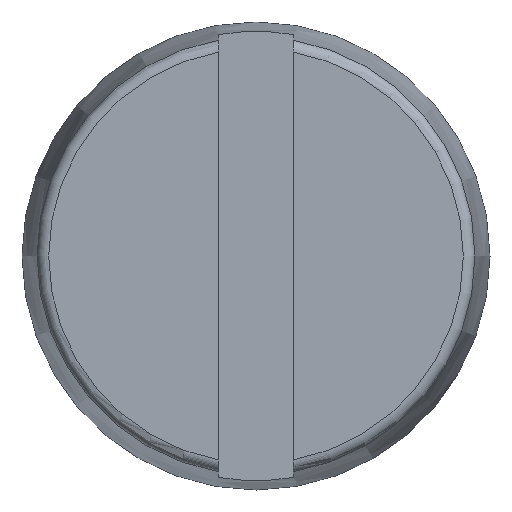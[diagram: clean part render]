
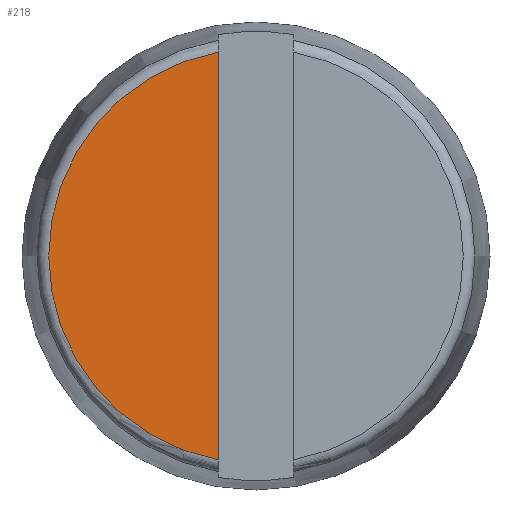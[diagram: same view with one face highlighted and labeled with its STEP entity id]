
A CAD part, left-side view. The second image highlights one B-rep face of the part: STEP entity #218.
In plain terms, the highlighted planar face has unit normal (-1, 0, 0).
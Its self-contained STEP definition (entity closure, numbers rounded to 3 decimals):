
#30=PLANE('',#258);
#41=FACE_OUTER_BOUND('',#55,.T.);
#55=EDGE_LOOP('',(#174,#175));
#68=LINE('',#408,#77);
#77=VECTOR('',#298,10.);
#88=CIRCLE('',#259,4.43);
#108=VERTEX_POINT('',#396);
#109=VERTEX_POINT('',#407);
#130=EDGE_CURVE('',#109,#108,#68,.T.);
#136=EDGE_CURVE('',#109,#108,#88,.T.);
#174=ORIENTED_EDGE('',*,*,#130,.T.);
#175=ORIENTED_EDGE('',*,*,#136,.F.);
#218=ADVANCED_FACE('',(#41),#30,.T.);
#258=AXIS2_PLACEMENT_3D('',#428,#306,#307);
#259=AXIS2_PLACEMENT_3D('',#429,#308,#309);
#298=DIRECTION('',(0.,0.,1.));
#306=DIRECTION('center_axis',(-1.,0.,0.));
#307=DIRECTION('ref_axis',(0.,0.,1.));
#308=DIRECTION('center_axis',(1.,0.,0.));
#309=DIRECTION('ref_axis',(0.,-1.,0.));
#396=CARTESIAN_POINT('',(-3.9,0.8,4.357));
#407=CARTESIAN_POINT('',(-3.9,0.8,-4.357));
#408=CARTESIAN_POINT('',(-3.9,0.8,0.));
#428=CARTESIAN_POINT('Origin',(-3.9,2.329,0.));
#429=CARTESIAN_POINT('Origin',(-3.9,0.,0.));
